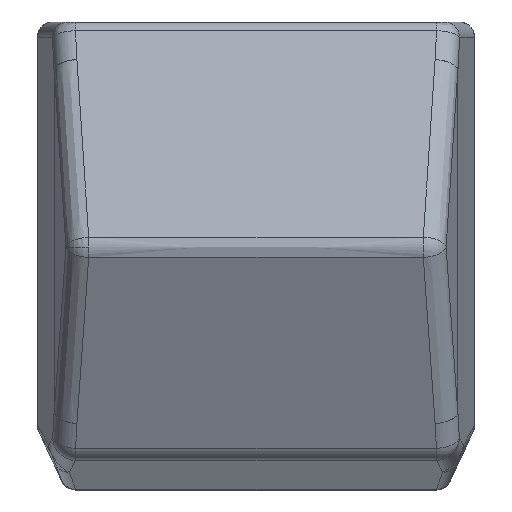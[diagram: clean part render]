
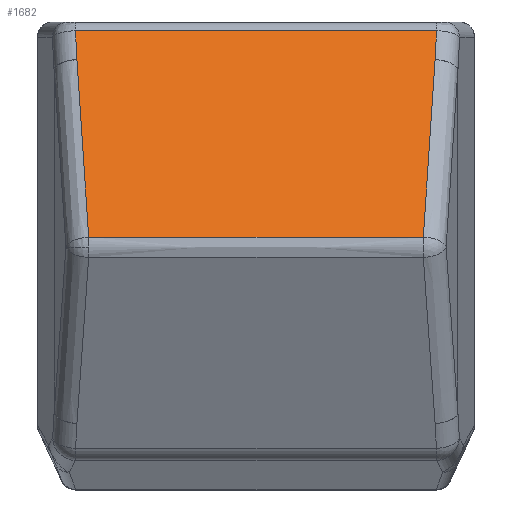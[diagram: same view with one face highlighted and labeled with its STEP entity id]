
A CAD part, left-side view. The second image highlights one B-rep face of the part: STEP entity #1682.
In plain terms, the highlighted planar face has unit normal (-0.903, 0, 0.43).
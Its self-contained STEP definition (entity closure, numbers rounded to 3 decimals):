
#383 = DIRECTION ( 'NONE',  ( 0., -1., 0. ) ) ;
#434 = CARTESIAN_POINT ( 'NONE',  ( -17716.934, 1167.047, -695.359 ) ) ;
#550 = CARTESIAN_POINT ( 'NONE',  ( -17900.685, -1141.473, -1080.922 ) ) ;
#606 = CARTESIAN_POINT ( 'NONE',  ( -17657.081, 1173.575, -569.772 ) ) ;
#724 = B_SPLINE_CURVE_WITH_KNOTS ( 'NONE', 3,
 ( #4734, #10827, #5837, #5724 ),
 .UNSPECIFIED., .F., .F.,
 ( 4, 4 ),
 ( 0., 1. ),
 .UNSPECIFIED. ) ;
#801 = B_SPLINE_CURVE_WITH_KNOTS ( 'NONE', 3,
 ( #2677, #9443, #5194, #11154 ),
 .UNSPECIFIED., .F., .F.,
 ( 4, 4 ),
 ( 0., 1. ),
 .UNSPECIFIED. ) ;
#921 = CARTESIAN_POINT ( 'NONE',  ( -17657.081, -1173.575, -569.772 ) ) ;
#935 = B_SPLINE_CURVE_WITH_KNOTS ( 'NONE', 3,
 ( #9561, #921, #7066, #6050 ),
 .UNSPECIFIED., .F., .F.,
 ( 4, 4 ),
 ( 0., 1. ),
 .UNSPECIFIED. ) ;
#1613 = CARTESIAN_POINT ( 'NONE',  ( -17627.155, 1176.84, -506.978 ) ) ;
#1682 = ADVANCED_FACE ( 'NONE', ( #1782 ), #8707, .F. ) ;
#1782 = FACE_OUTER_BOUND ( 'NONE', #10763, .T. ) ;
#1869 = B_SPLINE_CURVE_WITH_KNOTS ( 'NONE', 3,
 ( #4016, #550, #3902, #7385 ),
 .UNSPECIFIED., .F., .F.,
 ( 4, 4 ),
 ( 0., 1. ),
 .UNSPECIFIED. ) ;
#2215 = CARTESIAN_POINT ( 'NONE',  ( -18268.189, 1090.327, -1852.048 ) ) ;
#2490 = ORIENTED_EDGE ( 'NONE', *, *, #6003, .F. ) ;
#2667 = B_SPLINE_CURVE_WITH_KNOTS ( 'NONE', 3,
 ( #434, #7383, #606, #10959 ),
 .UNSPECIFIED., .F., .F.,
 ( 4, 4 ),
 ( 0., 1. ),
 .UNSPECIFIED. ) ;
#2677 = CARTESIAN_POINT ( 'NONE',  ( -17627.155, 1176.84, -506.978 ) ) ;
#2839 = ORIENTED_EDGE ( 'NONE', *, *, #10981, .F. ) ;
#3310 = CARTESIAN_POINT ( 'NONE',  ( -18268.189, -1090.327, -1852.048 ) ) ;
#3462 = EDGE_CURVE ( 'NONE', #8786, #9552, #724, .T. ) ;
#3792 = ORIENTED_EDGE ( 'NONE', *, *, #8755, .F. ) ;
#3864 = CARTESIAN_POINT ( 'NONE',  ( -18268.189, -1090.327, -1852.048 ) ) ;
#3902 = CARTESIAN_POINT ( 'NONE',  ( -18084.437, -1115.9, -1466.485 ) ) ;
#4016 = CARTESIAN_POINT ( 'NONE',  ( -17716.934, -1167.047, -695.359 ) ) ;
#4196 = ORIENTED_EDGE ( 'NONE', *, *, #9590, .F. ) ;
#4617 = CARTESIAN_POINT ( 'NONE',  ( -18268.189, 363.442, -1852.048 ) ) ;
#4734 = CARTESIAN_POINT ( 'NONE',  ( -18268.189, 1090.327, -1852.048 ) ) ;
#4996 = CARTESIAN_POINT ( 'NONE',  ( -17716.934, 1167.047, -695.359 ) ) ;
#5194 = CARTESIAN_POINT ( 'NONE',  ( -17627.155, -392.28, -506.978 ) ) ;
#5724 = CARTESIAN_POINT ( 'NONE',  ( -17716.934, 1167.047, -695.359 ) ) ;
#5837 = CARTESIAN_POINT ( 'NONE',  ( -17900.685, 1141.473, -1080.922 ) ) ;
#5962 = AXIS2_PLACEMENT_3D ( 'NONE', #8285, #6532, #383 ) ;
#6003 = EDGE_CURVE ( 'NONE', #6180, #8215, #935, .T. ) ;
#6050 = CARTESIAN_POINT ( 'NONE',  ( -17716.934, -1167.047, -695.359 ) ) ;
#6180 = VERTEX_POINT ( 'NONE', #9966 ) ;
#6259 = VERTEX_POINT ( 'NONE', #3310 ) ;
#6532 = DIRECTION ( 'NONE',  ( 0.903, 0., -0.43 ) ) ;
#6608 = B_SPLINE_CURVE_WITH_KNOTS ( 'NONE', 3,
 ( #3864, #7344, #4617, #8820 ),
 .UNSPECIFIED., .F., .F.,
 ( 4, 4 ),
 ( 0., 1. ),
 .UNSPECIFIED. ) ;
#7066 = CARTESIAN_POINT ( 'NONE',  ( -17687.007, -1170.311, -632.566 ) ) ;
#7204 = ORIENTED_EDGE ( 'NONE', *, *, #8347, .F. ) ;
#7344 = CARTESIAN_POINT ( 'NONE',  ( -18268.189, -363.442, -1852.048 ) ) ;
#7383 = CARTESIAN_POINT ( 'NONE',  ( -17687.007, 1170.311, -632.566 ) ) ;
#7385 = CARTESIAN_POINT ( 'NONE',  ( -18268.189, -1090.327, -1852.048 ) ) ;
#7544 = ORIENTED_EDGE ( 'NONE', *, *, #3462, .F. ) ;
#7715 = VERTEX_POINT ( 'NONE', #1613 ) ;
#8215 = VERTEX_POINT ( 'NONE', #9271 ) ;
#8285 = CARTESIAN_POINT ( 'NONE',  ( -17240.144, 0., 305.08 ) ) ;
#8347 = EDGE_CURVE ( 'NONE', #7715, #6180, #801, .T. ) ;
#8707 = PLANE ( 'NONE',  #5962 ) ;
#8755 = EDGE_CURVE ( 'NONE', #9552, #7715, #2667, .T. ) ;
#8786 = VERTEX_POINT ( 'NONE', #2215 ) ;
#8820 = CARTESIAN_POINT ( 'NONE',  ( -18268.189, 1090.327, -1852.048 ) ) ;
#9271 = CARTESIAN_POINT ( 'NONE',  ( -17716.934, -1167.047, -695.359 ) ) ;
#9443 = CARTESIAN_POINT ( 'NONE',  ( -17627.155, 392.28, -506.978 ) ) ;
#9552 = VERTEX_POINT ( 'NONE', #4996 ) ;
#9561 = CARTESIAN_POINT ( 'NONE',  ( -17627.155, -1176.84, -506.978 ) ) ;
#9590 = EDGE_CURVE ( 'NONE', #8215, #6259, #1869, .T. ) ;
#9966 = CARTESIAN_POINT ( 'NONE',  ( -17627.155, -1176.84, -506.978 ) ) ;
#10763 = EDGE_LOOP ( 'NONE', ( #7544, #2839, #4196, #2490, #7204, #3792 ) ) ;
#10827 = CARTESIAN_POINT ( 'NONE',  ( -18084.437, 1115.9, -1466.485 ) ) ;
#10959 = CARTESIAN_POINT ( 'NONE',  ( -17627.155, 1176.84, -506.978 ) ) ;
#10981 = EDGE_CURVE ( 'NONE', #6259, #8786, #6608, .T. ) ;
#11154 = CARTESIAN_POINT ( 'NONE',  ( -17627.155, -1176.84, -506.978 ) ) ;
